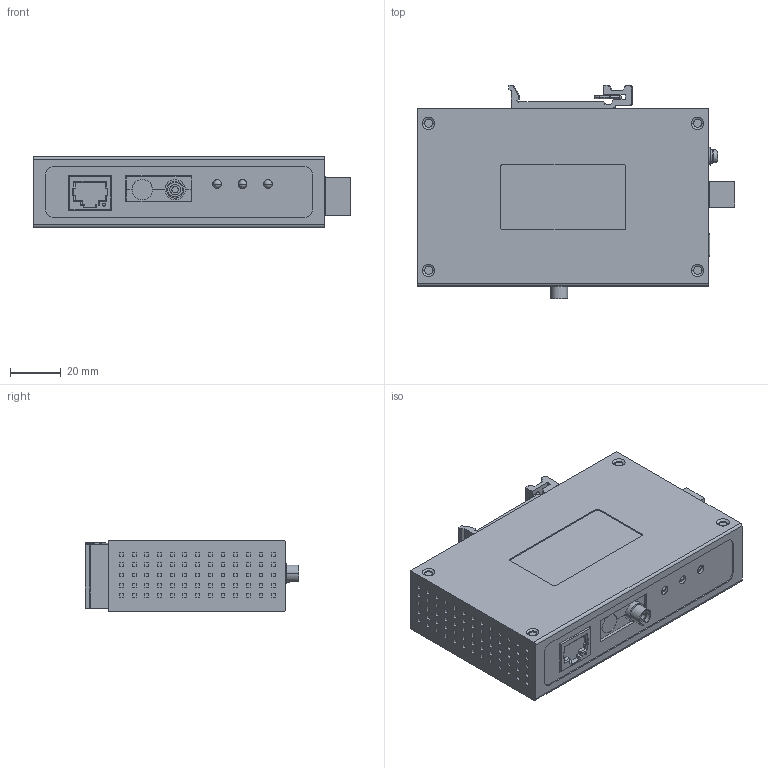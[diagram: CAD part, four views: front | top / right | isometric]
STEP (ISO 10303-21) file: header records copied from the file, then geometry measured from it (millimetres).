
FILE_DESCRIPTION((''),'2;1');
FILE_NAME('TL-MC111AB-FC_ASM','2022-10-09T',('wenjing'),(''),'PRO/ENGINEER BY PARAMETRIC TECHNOLOGY CORPORATION, 2013230','PRO/ENGINEER BY PARAMETRIC TECHNOLOGY CORPORATION, 2013230','');
FILE_SCHEMA(('CONFIG_CONTROL_DESIGN'));
Length unit declared in the file: millimetre
Products named in the file (12): TL-MC111AB-FC_ASM_1_ASM_1; DAOGUIKAKOU_24_1_1_1_1_1_1_1_1_; DANDENGZUO6123500021_6_1_1_1_1_; PWC3_2_1_1_1_1_1_1_1_1_1_1; DUANZITAI_MUZUO_4_1_1_1_1_1_1_1; PINGTOULUODING_3_1_1_1_1_1_1_1_; ZUHELUODING_7_1_1_1_1_1_1_1_1_1; TOP_47_1_1_1_1_1_1_1_1_1_1; FC_1_1_1; RJ45_1; TL-MC111AB-FC_ASM_1_ASM; TL-MC111AB-FC_ASM
Assembly tree (14 placements, depth 3):
  TL-MC111AB-FC_ASM
    TL-MC111AB-FC_ASM_1_ASM
      TL-MC111AB-FC_ASM_1_ASM_1
      DAOGUIKAKOU_24_1_1_1_1_1_1_1_1_
      DANDENGZUO6123500021_6_1_1_1_1_  x3
      PWC3_2_1_1_1_1_1_1_1_1_1_1
      DUANZITAI_MUZUO_4_1_1_1_1_1_1_1
      PINGTOULUODING_3_1_1_1_1_1_1_1_  x2
      ZUHELUODING_7_1_1_1_1_1_1_1_1_1
      TOP_47_1_1_1_1_1_1_1_1_1_1
      FC_1_1_1
      RJ45_1
Bounding box: 125.2 x 83.93 x 28 mm (x, y, z)
Volume: 228359.5 mm3; surface area: 42458.8 mm2
Topology: 12 solids, 15 shells, 1006 faces, 2463 edges, 1628 vertices
Faces by surface type: plane 747, cylinder 192, cone 36, sphere 16, torus 13, bspline 2
Entity records: 28252 total; most frequent: CARTESIAN_POINT 5338, DIRECTION 4663, ORIENTED_EDGE 4594, EDGE_CURVE 2297, VECTOR 1763, LINE 1763, VERTEX_POINT 1530, AXIS2_PLACEMENT_3D 1450
